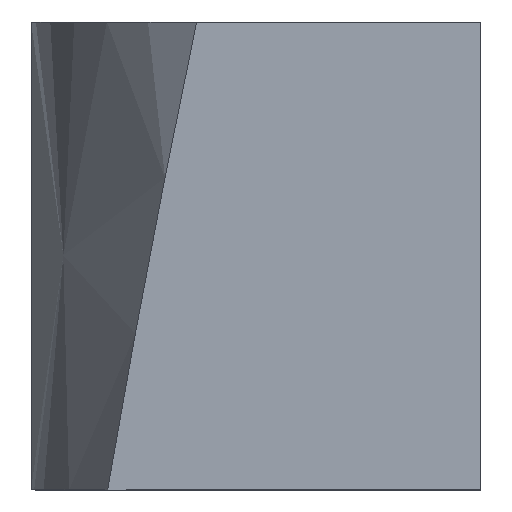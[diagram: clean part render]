
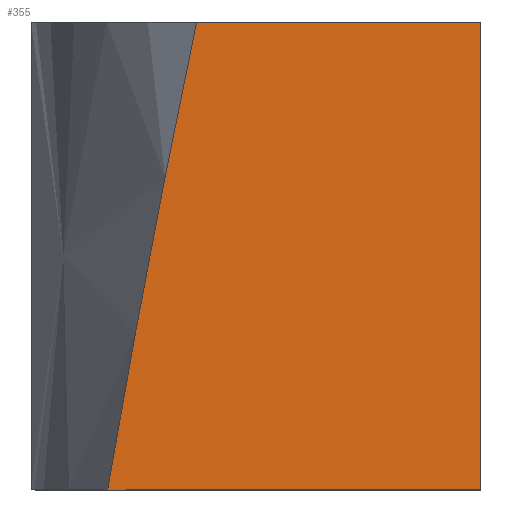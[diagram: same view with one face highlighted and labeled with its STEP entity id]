
A CAD part, left-side view. The second image highlights one B-rep face of the part: STEP entity #355.
In plain terms, the highlighted planar face has unit normal (-1, 0, 0).
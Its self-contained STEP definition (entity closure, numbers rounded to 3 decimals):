
#2 = DIRECTION ( 'NONE',  ( 0., 0., 1. ) ) ;
#10 = PLANE ( 'NONE',  #706 ) ;
#22 = CARTESIAN_POINT ( 'NONE',  ( -60., 10., 0. ) ) ;
#42 = DIRECTION ( 'NONE',  ( 1., 0., 0. ) ) ;
#45 = LINE ( 'NONE', #829, #836 ) ;
#82 = CARTESIAN_POINT ( 'NONE',  ( -60., 0., 0. ) ) ;
#178 = DIRECTION ( 'NONE',  ( -1., 0., 0. ) ) ;
#214 = EDGE_CURVE ( 'NONE', #647, #285, #239, .T. ) ;
#239 = CIRCLE ( 'NONE', #596, 282.939 ) ;
#241 = CARTESIAN_POINT ( 'NONE',  ( -60., 8.297, -10.4 ) ) ;
#282 = EDGE_CURVE ( 'NONE', #356, #446, #634, .T. ) ;
#285 = VERTEX_POINT ( 'NONE', #241 ) ;
#347 = CARTESIAN_POINT ( 'NONE',  ( -60., 10., -10.4 ) ) ;
#355 = ADVANCED_FACE ( 'NONE', ( #781 ), #10, .F. ) ;
#356 = VERTEX_POINT ( 'NONE', #437 ) ;
#379 = ORIENTED_EDGE ( 'NONE', *, *, #282, .T. ) ;
#391 = EDGE_CURVE ( 'NONE', #285, #356, #977, .T. ) ;
#437 = CARTESIAN_POINT ( 'NONE',  ( -60., 0., -10.4 ) ) ;
#446 = VERTEX_POINT ( 'NONE', #662 ) ;
#477 = ORIENTED_EDGE ( 'NONE', *, *, #867, .F. ) ;
#501 = ORIENTED_EDGE ( 'NONE', *, *, #391, .T. ) ;
#507 = ORIENTED_EDGE ( 'NONE', *, *, #214, .T. ) ;
#565 = CARTESIAN_POINT ( 'NONE',  ( -60., 6.32, 0. ) ) ;
#596 = AXIS2_PLACEMENT_3D ( 'NONE', #877, #178, #2 ) ;
#634 = LINE ( 'NONE', #82, #839 ) ;
#635 = EDGE_LOOP ( 'NONE', ( #507, #501, #379, #477 ) ) ;
#647 = VERTEX_POINT ( 'NONE', #565 ) ;
#662 = CARTESIAN_POINT ( 'NONE',  ( -60., 0., 0. ) ) ;
#706 = AXIS2_PLACEMENT_3D ( 'NONE', #22, #42, #727 ) ;
#727 = DIRECTION ( 'NONE',  ( 0., 0., -1. ) ) ;
#781 = FACE_OUTER_BOUND ( 'NONE', #635, .T. ) ;
#829 = CARTESIAN_POINT ( 'NONE',  ( -60., 10., 0. ) ) ;
#836 = VECTOR ( 'NONE', #1001, 1000. ) ;
#839 = VECTOR ( 'NONE', #938, 1000. ) ;
#867 = EDGE_CURVE ( 'NONE', #647, #446, #45, .T. ) ;
#877 = CARTESIAN_POINT ( 'NONE',  ( -60., -270.607, -58.017 ) ) ;
#887 = VECTOR ( 'NONE', #962, 1000. ) ;
#938 = DIRECTION ( 'NONE',  ( 0., 0., 1. ) ) ;
#962 = DIRECTION ( 'NONE',  ( 0., -1., 0. ) ) ;
#977 = LINE ( 'NONE', #347, #887 ) ;
#1001 = DIRECTION ( 'NONE',  ( 0., -1., 0. ) ) ;
